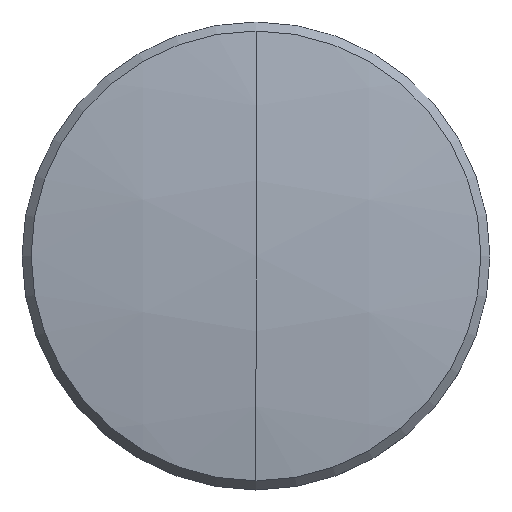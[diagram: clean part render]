
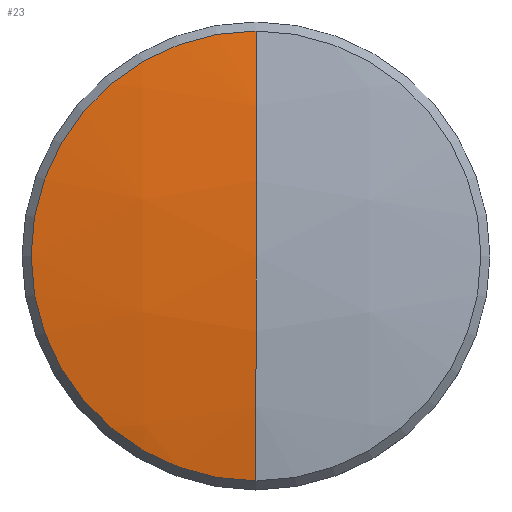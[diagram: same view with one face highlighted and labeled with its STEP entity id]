
A CAD part, top view. The second image highlights one B-rep face of the part: STEP entity #23.
In plain terms, the highlighted spherical face has radius 36.3 mm.
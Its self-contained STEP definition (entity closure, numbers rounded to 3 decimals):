
#1 = EDGE_CURVE ( 'NONE', #305, #317, #57, .T. ) ;
#8 = DIRECTION ( 'NONE',  ( -1., 0., 0. ) ) ;
#16 = CARTESIAN_POINT ( 'NONE',  ( 0., 0., -34.85 ) ) ;
#18 = ORIENTED_EDGE ( 'NONE', *, *, #362, .T. ) ;
#23 = ADVANCED_FACE ( 'NONE', ( #164 ), #123, .T. ) ;
#29 = AXIS2_PLACEMENT_3D ( 'NONE', #16, #87, #165 ) ;
#57 = CIRCLE ( 'NONE', #121, 6.105 ) ;
#65 = CIRCLE ( 'NONE', #29, 36.3 ) ;
#69 = CARTESIAN_POINT ( 'NONE',  ( 0., 0., 0.933 ) ) ;
#87 = DIRECTION ( 'NONE',  ( 1., 0., 0. ) ) ;
#90 = DIRECTION ( 'NONE',  ( -1., 0., 0. ) ) ;
#94 = DIRECTION ( 'NONE',  ( 0., 0., 1. ) ) ;
#102 = EDGE_CURVE ( 'NONE', #305, #159, #65, .T. ) ;
#108 = DIRECTION ( 'NONE',  ( -1., 0., 0. ) ) ;
#117 = CARTESIAN_POINT ( 'NONE',  ( 0., 0., -34.85 ) ) ;
#121 = AXIS2_PLACEMENT_3D ( 'NONE', #255, #94, #90 ) ;
#123 = SPHERICAL_SURFACE ( 'NONE', #265, 36.3 ) ;
#124 = ORIENTED_EDGE ( 'NONE', *, *, #147, .T. ) ;
#147 = EDGE_CURVE ( 'NONE', #317, #158, #283, .T. ) ;
#158 = VERTEX_POINT ( 'NONE', #176 ) ;
#159 = VERTEX_POINT ( 'NONE', #175 ) ;
#160 = AXIS2_PLACEMENT_3D ( 'NONE', #69, #357, #8 ) ;
#163 = EDGE_LOOP ( 'NONE', ( #206, #124, #18, #192 ) ) ;
#164 = FACE_OUTER_BOUND ( 'NONE', #163, .T. ) ;
#165 = DIRECTION ( 'NONE',  ( 0., 0., -1. ) ) ;
#175 = CARTESIAN_POINT ( 'NONE',  ( 0., 0., 1.45 ) ) ;
#176 = CARTESIAN_POINT ( 'NONE',  ( 0., -6.105, 0.933 ) ) ;
#192 = ORIENTED_EDGE ( 'NONE', *, *, #102, .F. ) ;
#206 = ORIENTED_EDGE ( 'NONE', *, *, #1, .T. ) ;
#239 = CARTESIAN_POINT ( 'NONE',  ( -6.105, 0., 0.933 ) ) ;
#242 = CARTESIAN_POINT ( 'NONE',  ( 0., 0., -34.85 ) ) ;
#244 = AXIS2_PLACEMENT_3D ( 'NONE', #242, #252, #355 ) ;
#252 = DIRECTION ( 'NONE',  ( -1., 0., 0. ) ) ;
#255 = CARTESIAN_POINT ( 'NONE',  ( 0., 0., 0.933 ) ) ;
#259 = DIRECTION ( 'NONE',  ( 0., 1., 0. ) ) ;
#265 = AXIS2_PLACEMENT_3D ( 'NONE', #117, #108, #259 ) ;
#283 = CIRCLE ( 'NONE', #160, 6.105 ) ;
#305 = VERTEX_POINT ( 'NONE', #306 ) ;
#306 = CARTESIAN_POINT ( 'NONE',  ( 0., 6.105, 0.933 ) ) ;
#317 = VERTEX_POINT ( 'NONE', #239 ) ;
#352 = CIRCLE ( 'NONE', #244, 36.3 ) ;
#355 = DIRECTION ( 'NONE',  ( 0., -1., 0. ) ) ;
#357 = DIRECTION ( 'NONE',  ( 0., 0., 1. ) ) ;
#362 = EDGE_CURVE ( 'NONE', #158, #159, #352, .T. ) ;
